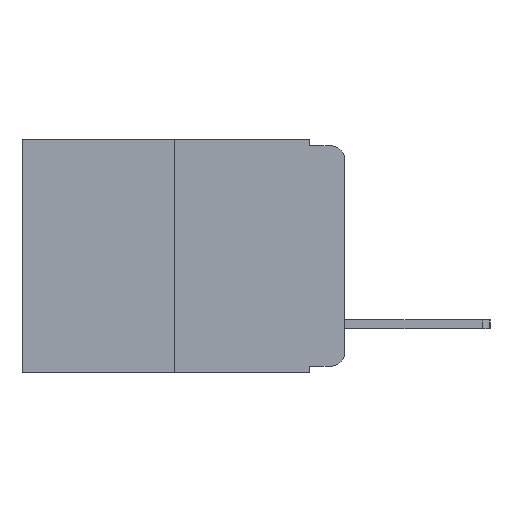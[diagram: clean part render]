
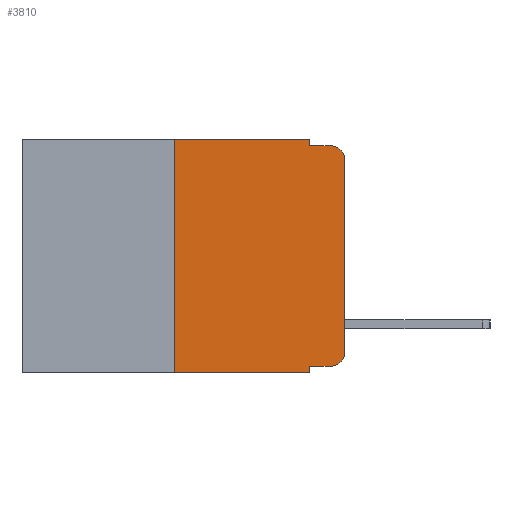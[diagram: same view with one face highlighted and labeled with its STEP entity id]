
A CAD part, left-side view. The second image highlights one B-rep face of the part: STEP entity #3810.
In plain terms, the highlighted planar face has unit normal (-1, 0, 0).
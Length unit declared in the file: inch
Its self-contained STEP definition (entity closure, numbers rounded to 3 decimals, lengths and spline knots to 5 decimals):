
#108 = VERTEX_POINT ( 'NONE', #14368 ) ;
#190 = AXIS2_PLACEMENT_3D ( 'NONE', #11716, #4935, #12841 ) ;
#403 = LINE ( 'NONE', #3611, #6738 ) ;
#568 = EDGE_CURVE ( 'NONE', #9880, #4855, #8647, .T. ) ;
#695 = CARTESIAN_POINT ( 'NONE',  ( 0., 0.051, 0. ) ) ;
#718 = CARTESIAN_POINT ( 'NONE',  ( 0., 0.02, -0.01 ) ) ;
#747 = CIRCLE ( 'NONE', #9899, 0.02 ) ;
#1418 = VECTOR ( 'NONE', #3654, 39.37008 ) ;
#1461 = EDGE_CURVE ( 'NONE', #9880, #7794, #8741, .T. ) ;
#1470 = DIRECTION ( 'NONE',  ( 0., -1., 0. ) ) ;
#1493 = CARTESIAN_POINT ( 'NONE',  ( 0., 0.051, -0.333 ) ) ;
#1532 = CARTESIAN_POINT ( 'NONE',  ( 0., 0., -0.313 ) ) ;
#1868 = LINE ( 'NONE', #4158, #13614 ) ;
#1964 = VECTOR ( 'NONE', #6565, 39.37008 ) ;
#2078 = ORIENTED_EDGE ( 'NONE', *, *, #2342, .F. ) ;
#2342 = EDGE_CURVE ( 'NONE', #108, #7739, #403, .T. ) ;
#2448 = VERTEX_POINT ( 'NONE', #1532 ) ;
#2620 = CARTESIAN_POINT ( 'NONE',  ( 0., 0.051, 0. ) ) ;
#2627 = ORIENTED_EDGE ( 'NONE', *, *, #3105, .F. ) ;
#2773 = VERTEX_POINT ( 'NONE', #718 ) ;
#2788 = CARTESIAN_POINT ( 'NONE',  ( 0., 0.02, -0.03 ) ) ;
#3011 = EDGE_CURVE ( 'NONE', #7739, #5516, #7237, .T. ) ;
#3105 = EDGE_CURVE ( 'NONE', #5516, #3872, #3138, .T. ) ;
#3138 = LINE ( 'NONE', #2620, #8878 ) ;
#3186 = CARTESIAN_POINT ( 'NONE',  ( 0., 0.25, 0. ) ) ;
#3337 = CARTESIAN_POINT ( 'NONE',  ( 0., 0.051, -0.343 ) ) ;
#3384 = ORIENTED_EDGE ( 'NONE', *, *, #568, .T. ) ;
#3611 = CARTESIAN_POINT ( 'NONE',  ( 0., 0.25, 0. ) ) ;
#3654 = DIRECTION ( 'NONE',  ( 0., -1., 0. ) ) ;
#3810 = ADVANCED_FACE ( 'NONE', ( #12683 ), #9219, .F. ) ;
#3872 = VERTEX_POINT ( 'NONE', #11524 ) ;
#3892 = EDGE_CURVE ( 'NONE', #3872, #2773, #5966, .T. ) ;
#3957 = DIRECTION ( 'NONE',  ( 0., 0., -1. ) ) ;
#4158 = CARTESIAN_POINT ( 'NONE',  ( 0., 0.473, -0.343 ) ) ;
#4655 = EDGE_CURVE ( 'NONE', #5144, #2773, #747, .T. ) ;
#4676 = DIRECTION ( 'NONE',  ( 1., 0., 0. ) ) ;
#4855 = VERTEX_POINT ( 'NONE', #12174 ) ;
#4935 = DIRECTION ( 'NONE',  ( -1., 0., 0. ) ) ;
#5049 = LINE ( 'NONE', #12200, #1964 ) ;
#5144 = VERTEX_POINT ( 'NONE', #11543 ) ;
#5307 = DIRECTION ( 'NONE',  ( 0., -1., 0. ) ) ;
#5331 = ORIENTED_EDGE ( 'NONE', *, *, #3892, .F. ) ;
#5419 = EDGE_CURVE ( 'NONE', #2448, #5144, #5049, .T. ) ;
#5501 = ORIENTED_EDGE ( 'NONE', *, *, #5419, .T. ) ;
#5516 = VERTEX_POINT ( 'NONE', #12346 ) ;
#5776 = CARTESIAN_POINT ( 'NONE',  ( 0., 0.473, 0. ) ) ;
#5962 = VECTOR ( 'NONE', #1470, 39.37008 ) ;
#5966 = LINE ( 'NONE', #8215, #14931 ) ;
#6081 = DIRECTION ( 'NONE',  ( 0., 0., -1. ) ) ;
#6302 = EDGE_LOOP ( 'NONE', ( #5501, #14478, #5331, #2627, #7493, #2078, #13463, #10332, #3384, #9815 ) ) ;
#6565 = DIRECTION ( 'NONE',  ( 0., 0., 1. ) ) ;
#6660 = EDGE_CURVE ( 'NONE', #108, #7794, #1868, .T. ) ;
#6738 = VECTOR ( 'NONE', #10421, 39.37008 ) ;
#7237 = LINE ( 'NONE', #13811, #1418 ) ;
#7376 = AXIS2_PLACEMENT_3D ( 'NONE', #5776, #4676, #12587 ) ;
#7493 = ORIENTED_EDGE ( 'NONE', *, *, #3011, .F. ) ;
#7540 = CIRCLE ( 'NONE', #190, 0.02 ) ;
#7739 = VERTEX_POINT ( 'NONE', #3186 ) ;
#7758 = DIRECTION ( 'NONE',  ( 0., 0., -1. ) ) ;
#7794 = VERTEX_POINT ( 'NONE', #3337 ) ;
#7881 = CARTESIAN_POINT ( 'NONE',  ( 0., 0.051, -0.333 ) ) ;
#8015 = VECTOR ( 'NONE', #7758, 39.37008 ) ;
#8215 = CARTESIAN_POINT ( 'NONE',  ( 0., 0.051, -0.01 ) ) ;
#8647 = LINE ( 'NONE', #1493, #5962 ) ;
#8741 = LINE ( 'NONE', #695, #8015 ) ;
#8878 = VECTOR ( 'NONE', #6081, 39.37008 ) ;
#9219 = PLANE ( 'NONE',  #7376 ) ;
#9815 = ORIENTED_EDGE ( 'NONE', *, *, #14753, .T. ) ;
#9880 = VERTEX_POINT ( 'NONE', #7881 ) ;
#9899 = AXIS2_PLACEMENT_3D ( 'NONE', #2788, #10775, #3957 ) ;
#10332 = ORIENTED_EDGE ( 'NONE', *, *, #1461, .F. ) ;
#10421 = DIRECTION ( 'NONE',  ( 0., 0., 1. ) ) ;
#10775 = DIRECTION ( 'NONE',  ( -1., 0., 0. ) ) ;
#11524 = CARTESIAN_POINT ( 'NONE',  ( 0., 0.051, -0.01 ) ) ;
#11543 = CARTESIAN_POINT ( 'NONE',  ( 0., 0., -0.03 ) ) ;
#11716 = CARTESIAN_POINT ( 'NONE',  ( 0., 0.02, -0.313 ) ) ;
#12174 = CARTESIAN_POINT ( 'NONE',  ( 0., 0.02, -0.333 ) ) ;
#12200 = CARTESIAN_POINT ( 'NONE',  ( 0., 0., 0. ) ) ;
#12346 = CARTESIAN_POINT ( 'NONE',  ( 0., 0.051, 0. ) ) ;
#12587 = DIRECTION ( 'NONE',  ( 0., 0., -1. ) ) ;
#12683 = FACE_OUTER_BOUND ( 'NONE', #6302, .T. ) ;
#12841 = DIRECTION ( 'NONE',  ( 0., 0., -1. ) ) ;
#13463 = ORIENTED_EDGE ( 'NONE', *, *, #6660, .T. ) ;
#13614 = VECTOR ( 'NONE', #5307, 39.37008 ) ;
#13811 = CARTESIAN_POINT ( 'NONE',  ( 0., 0.473, 0. ) ) ;
#14368 = CARTESIAN_POINT ( 'NONE',  ( 0., 0.25, -0.343 ) ) ;
#14478 = ORIENTED_EDGE ( 'NONE', *, *, #4655, .T. ) ;
#14753 = EDGE_CURVE ( 'NONE', #4855, #2448, #7540, .T. ) ;
#14911 = DIRECTION ( 'NONE',  ( 0., -1., 0. ) ) ;
#14931 = VECTOR ( 'NONE', #14911, 39.37008 ) ;
